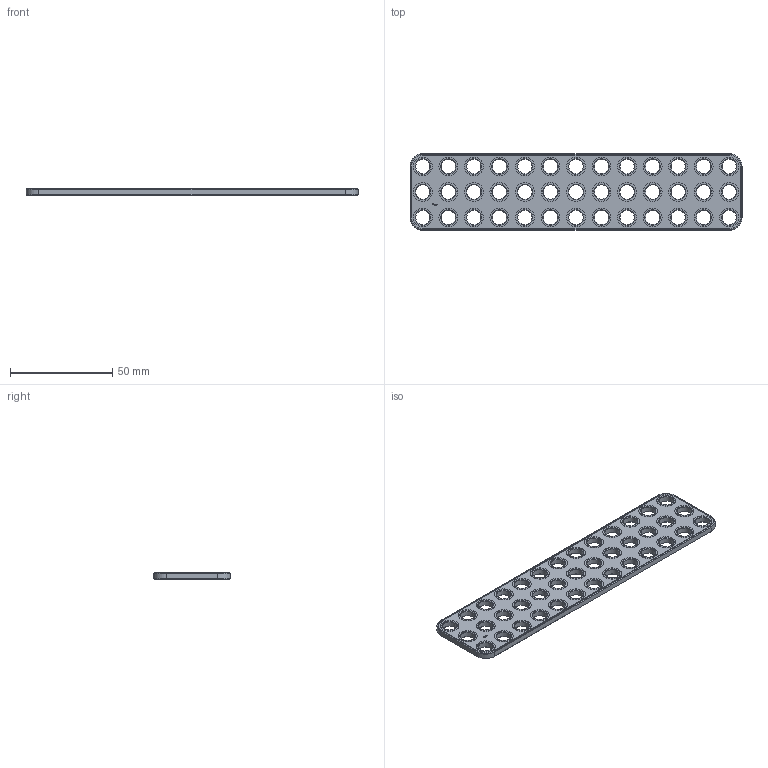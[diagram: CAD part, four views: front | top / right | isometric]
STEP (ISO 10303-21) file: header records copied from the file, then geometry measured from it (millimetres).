
FILE_DESCRIPTION(('FreeCAD Model'),'2;1');
FILE_NAME('Open CASCADE Shape Model','2024-10-08T18:33:49',(''),(''), 'Open CASCADE STEP processor 7.7','FreeCAD','Unknown');
FILE_SCHEMA(('AUTOMOTIVE_DESIGN { 1 0 10303 214 1 1 1 1 }'));
Length unit declared in the file: millimetre
Products named in the file (1): Plate RCT CRNR BU13x03x00.25 - SPN-PLT-0141 (stemfie.org)
Bounding box: 162.5 x 37.5 x 3.12 mm (x, y, z)
Volume: 13501.8 mm3; surface area: 12889.2 mm2
Topology: 1 solids, 1 shells, 647 faces, 1628 edges, 1054 vertices
Faces by surface type: plane 381, extrusion 94, cylinder 86, cone 86
Full cylindrical faces by diameter (mm): 7 x39, 9.2 x39
Entity records: 19654 total; most frequent: CARTESIAN_POINT 4094, ORIENTED_EDGE 3256, DIRECTION 2900, EDGE_CURVE 1628, VECTOR 1276, LINE 1182, VERTEX_POINT 1054, AXIS2_PLACEMENT_3D 812
